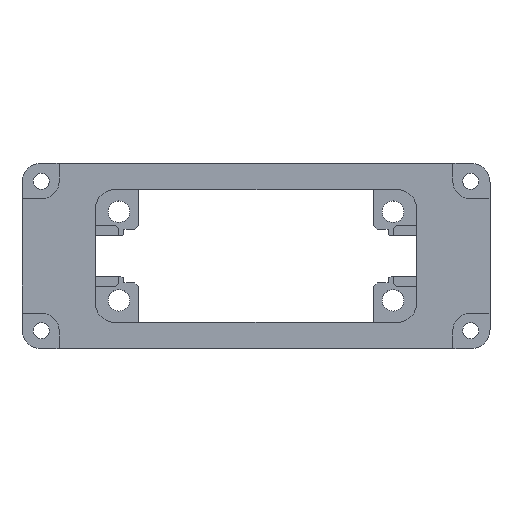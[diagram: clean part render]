
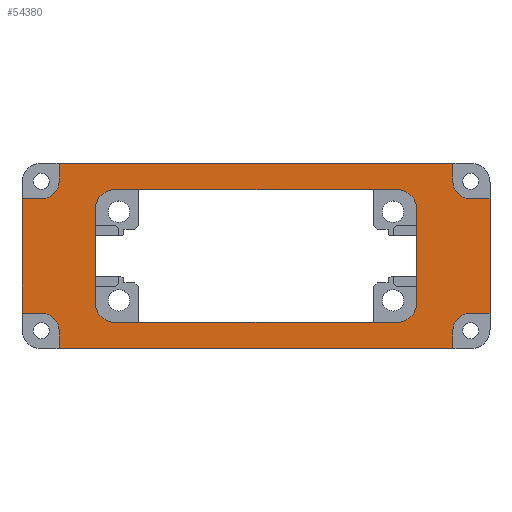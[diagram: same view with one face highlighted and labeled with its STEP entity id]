
A CAD part, top view. The second image highlights one B-rep face of the part: STEP entity #54380.
In plain terms, the highlighted planar face has unit normal (0, 0, 1).
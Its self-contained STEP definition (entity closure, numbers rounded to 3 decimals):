
#1370=CARTESIAN_POINT('',(85.246,58.846,5.25));
#1380=VERTEX_POINT('',#1370);
#1460=CARTESIAN_POINT('',(88.446,55.646,5.25));
#1470=VERTEX_POINT('',#1460);
#1500=CARTESIAN_POINT('',(88.446,58.846,5.25));
#1510=DIRECTION('',(0.,0.,-1.));
#1520=DIRECTION('',(0.,1.,0.));
#1530=AXIS2_PLACEMENT_3D('',#1500,#1510,#1520);
#1540=CIRCLE('',#1530,3.2);
#1550=EDGE_CURVE('',#1470,#1380,#1540,.T.);
#4190=CARTESIAN_POINT('',(75.196,33.346,5.25));
#4200=VERTEX_POINT('',#4190);
#4230=CARTESIAN_POINT('',(0.,33.346,5.25));
#4240=DIRECTION('',(1.,0.,0.));
#4250=VECTOR('',#4240,1.);
#4260=LINE('',#4230,#4250);
#4270=CARTESIAN_POINT('',(24.196,33.346,5.25));
#4280=VERTEX_POINT('',#4270);
#4290=EDGE_CURVE('',#4280,#4200,#4260,.T.);
#4990=CARTESIAN_POINT('',(85.246,0.,5.25));
#5000=DIRECTION('',(0.,1.,0.));
#5010=VECTOR('',#5000,1.);
#5020=LINE('',#4990,#5010);
#5030=CARTESIAN_POINT('',(85.246,28.596,5.25));
#5040=VERTEX_POINT('',#5030);
#5050=CARTESIAN_POINT('',(85.246,31.846,5.25));
#5060=VERTEX_POINT('',#5050);
#5070=EDGE_CURVE('',#5040,#5060,#5020,.T.);
#5560=CARTESIAN_POINT('',(24.196,36.846,5.25));
#5570=DIRECTION('',(0.,0.,-1.));
#5580=DIRECTION('',(-1.,0.,0.));
#5590=AXIS2_PLACEMENT_3D('',#5560,#5570,#5580);
#5600=CIRCLE('',#5590,3.5);
#5610=CARTESIAN_POINT('',(20.696,36.846,5.25));
#5620=VERTEX_POINT('',#5610);
#5630=EDGE_CURVE('',#4280,#5620,#5600,.T.);
#6000=CARTESIAN_POINT('',(88.446,35.046,5.25));
#6010=VERTEX_POINT('',#6000);
#6040=CARTESIAN_POINT('',(0.,35.046,5.25));
#6050=DIRECTION('',(1.,0.,0.));
#6060=VECTOR('',#6050,1.);
#6070=LINE('',#6040,#6060);
#6080=CARTESIAN_POINT('',(91.946,35.046,5.25));
#6090=VERTEX_POINT('',#6080);
#6100=EDGE_CURVE('',#6010,#6090,#6070,.T.);
#10990=CARTESIAN_POINT('',(78.696,53.846,5.25));
#11000=VERTEX_POINT('',#10990);
#11030=CARTESIAN_POINT('',(78.696,0.,5.25));
#11040=DIRECTION('',(0.,1.,0.));
#11050=VECTOR('',#11040,1.);
#11060=LINE('',#11030,#11050);
#11070=CARTESIAN_POINT('',(78.696,36.846,5.25));
#11080=VERTEX_POINT('',#11070);
#11090=EDGE_CURVE('',#11080,#11000,#11060,.T.);
#12380=CARTESIAN_POINT('',(0.,57.346,5.25));
#12390=DIRECTION('',(1.,0.,0.));
#12400=VECTOR('',#12390,1.);
#12410=LINE('',#12380,#12400);
#12420=CARTESIAN_POINT('',(24.196,57.346,5.25));
#12430=VERTEX_POINT('',#12420);
#12440=CARTESIAN_POINT('',(75.196,57.346,5.25));
#12450=VERTEX_POINT('',#12440);
#12460=EDGE_CURVE('',#12430,#12450,#12410,.T.);
#13810=CARTESIAN_POINT('',(88.446,31.846,5.25));
#13820=DIRECTION('',(0.,0.,1.));
#13830=DIRECTION('',(0.,-1.,0.));
#13840=AXIS2_PLACEMENT_3D('',#13810,#13820,#13830);
#13850=CIRCLE('',#13840,3.2);
#13860=EDGE_CURVE('',#6010,#5060,#13850,.T.);
#15470=CARTESIAN_POINT('',(10.946,35.046,5.25));
#15480=VERTEX_POINT('',#15470);
#15630=CARTESIAN_POINT('',(7.446,35.046,5.25));
#15640=VERTEX_POINT('',#15630);
#15670=CARTESIAN_POINT('',(0.,35.046,5.25));
#15680=DIRECTION('',(-1.,0.,0.));
#15690=VECTOR('',#15680,1.);
#15700=LINE('',#15670,#15690);
#15710=EDGE_CURVE('',#15480,#15640,#15700,.T.);
#15940=CARTESIAN_POINT('',(91.946,55.646,5.25));
#15950=VERTEX_POINT('',#15940);
#15980=CARTESIAN_POINT('',(0.,55.646,5.25));
#15990=DIRECTION('',(-1.,0.,0.));
#16000=VECTOR('',#15990,1.);
#16010=LINE('',#15980,#16000);
#16020=EDGE_CURVE('',#15950,#1470,#16010,.T.);
#16570=CARTESIAN_POINT('',(75.196,36.846,5.25));
#16580=DIRECTION('',(0.,0.,1.));
#16590=DIRECTION('',(1.,0.,0.));
#16600=AXIS2_PLACEMENT_3D('',#16570,#16580,#16590);
#16610=CIRCLE('',#16600,3.5);
#16620=EDGE_CURVE('',#4200,#11080,#16610,.T.);
#18800=CARTESIAN_POINT('',(75.196,53.846,5.25));
#18810=DIRECTION('',(0.,0.,-1.));
#18820=DIRECTION('',(-1.,0.,0.));
#18830=AXIS2_PLACEMENT_3D('',#18800,#18810,#18820);
#18840=CIRCLE('',#18830,3.5);
#18850=EDGE_CURVE('',#12450,#11000,#18840,.T.);
#25060=CARTESIAN_POINT('',(20.696,53.846,5.25));
#25070=VERTEX_POINT('',#25060);
#25100=CARTESIAN_POINT('',(24.196,53.846,5.25));
#25110=DIRECTION('',(0.,0.,1.));
#25120=DIRECTION('',(1.,0.,0.));
#25130=AXIS2_PLACEMENT_3D('',#25100,#25110,#25120);
#25140=CIRCLE('',#25130,3.5);
#25150=EDGE_CURVE('',#12430,#25070,#25140,.T.);
#37460=CARTESIAN_POINT('',(20.696,0.,5.25));
#37470=DIRECTION('',(0.,-1.,0.));
#37480=VECTOR('',#37470,1.);
#37490=LINE('',#37460,#37480);
#37500=EDGE_CURVE('',#25070,#5620,#37490,.T.);
#39400=CARTESIAN_POINT('',(10.946,55.646,5.25));
#39410=VERTEX_POINT('',#39400);
#39570=CARTESIAN_POINT('',(14.146,58.846,5.25));
#39580=VERTEX_POINT('',#39570);
#39610=CARTESIAN_POINT('',(10.946,58.846,5.25));
#39620=DIRECTION('',(0.,0.,1.));
#39630=DIRECTION('',(0.,1.,0.));
#39640=AXIS2_PLACEMENT_3D('',#39610,#39620,#39630);
#39650=CIRCLE('',#39640,3.2);
#39660=EDGE_CURVE('',#39410,#39580,#39650,.T.);
#40850=CARTESIAN_POINT('',(7.446,55.646,5.25));
#40860=VERTEX_POINT('',#40850);
#40960=CARTESIAN_POINT('',(0.,55.646,5.25));
#40970=DIRECTION('',(-1.,0.,0.));
#40980=VECTOR('',#40970,1.);
#40990=LINE('',#40960,#40980);
#41000=EDGE_CURVE('',#39410,#40860,#40990,.T.);
#41640=CARTESIAN_POINT('',(91.946,0.,5.25));
#41650=DIRECTION('',(0.,-1.,0.));
#41660=VECTOR('',#41650,1.);
#41670=LINE('',#41640,#41660);
#41680=EDGE_CURVE('',#15950,#6090,#41670,.T.);
#43960=CARTESIAN_POINT('',(14.146,0.,5.25));
#43970=DIRECTION('',(0.,1.,0.));
#43980=VECTOR('',#43970,1.);
#43990=LINE('',#43960,#43980);
#44000=CARTESIAN_POINT('',(14.146,62.096,5.25));
#44010=VERTEX_POINT('',#44000);
#44020=EDGE_CURVE('',#39580,#44010,#43990,.T.);
#44660=CARTESIAN_POINT('',(85.246,0.,5.25));
#44670=DIRECTION('',(0.,1.,0.));
#44680=VECTOR('',#44670,1.);
#44690=LINE('',#44660,#44680);
#44700=CARTESIAN_POINT('',(85.246,62.096,5.25));
#44710=VERTEX_POINT('',#44700);
#44720=EDGE_CURVE('',#1380,#44710,#44690,.T.);
#45010=CARTESIAN_POINT('',(14.146,31.846,5.25));
#45020=VERTEX_POINT('',#45010);
#45130=CARTESIAN_POINT('',(10.946,31.846,5.25));
#45140=DIRECTION('',(0.,0.,-1.));
#45150=DIRECTION('',(0.,-1.,0.));
#45160=AXIS2_PLACEMENT_3D('',#45130,#45140,#45150);
#45170=CIRCLE('',#45160,3.2);
#45180=EDGE_CURVE('',#15480,#45020,#45170,.T.);
#45360=CARTESIAN_POINT('',(14.146,0.,5.25));
#45370=DIRECTION('',(0.,-1.,0.));
#45380=VECTOR('',#45370,1.);
#45390=LINE('',#45360,#45380);
#45400=CARTESIAN_POINT('',(14.146,28.596,5.25));
#45410=VERTEX_POINT('',#45400);
#45420=EDGE_CURVE('',#45020,#45410,#45390,.T.);
#50070=CARTESIAN_POINT('',(0.,62.096,5.25));
#50080=DIRECTION('',(1.,0.,0.));
#50090=VECTOR('',#50080,1.);
#50100=LINE('',#50070,#50090);
#50110=EDGE_CURVE('',#44010,#44710,#50100,.T.);
#53830=CARTESIAN_POINT('',(7.446,0.,5.25));
#53840=DIRECTION('',(0.,1.,0.));
#53850=VECTOR('',#53840,1.);
#53860=LINE('',#53830,#53850);
#53870=EDGE_CURVE('',#15640,#40860,#53860,.T.);
#54000=CARTESIAN_POINT('',(9.544,36.628,5.25));
#54010=DIRECTION('',(0.,0.,1.));
#54020=DIRECTION('',(1.,0.,0.));
#54030=AXIS2_PLACEMENT_3D('',#54000,#54010,#54020);
#54040=PLANE('',#54030);
#54050=ORIENTED_EDGE('',*,*,#5630,.T.);
#54060=ORIENTED_EDGE('',*,*,#4290,.F.);
#54070=ORIENTED_EDGE('',*,*,#16620,.F.);
#54080=ORIENTED_EDGE('',*,*,#11090,.F.);
#54090=ORIENTED_EDGE('',*,*,#18850,.T.);
#54100=ORIENTED_EDGE('',*,*,#12460,.T.);
#54110=ORIENTED_EDGE('',*,*,#25150,.F.);
#54120=ORIENTED_EDGE('',*,*,#37500,.F.);
#54130=EDGE_LOOP('',(#54120,#54110,#54100,#54090,#54080,#54070,#54060,
#54050));
#54140=FACE_BOUND('',#54130,.T.);
#54150=ORIENTED_EDGE('',*,*,#39660,.F.);
#54160=ORIENTED_EDGE('',*,*,#44020,.F.);
#54170=ORIENTED_EDGE('',*,*,#50110,.F.);
#54180=ORIENTED_EDGE('',*,*,#44720,.T.);
#54190=ORIENTED_EDGE('',*,*,#1550,.T.);
#54200=ORIENTED_EDGE('',*,*,#16020,.T.);
#54210=ORIENTED_EDGE('',*,*,#41680,.F.);
#54220=ORIENTED_EDGE('',*,*,#6100,.T.);
#54230=ORIENTED_EDGE('',*,*,#13860,.F.);
#54240=ORIENTED_EDGE('',*,*,#5070,.T.);
#54250=CARTESIAN_POINT('',(0.,28.596,5.25));
#54260=DIRECTION('',(-1.,0.,0.));
#54270=VECTOR('',#54260,1.);
#54280=LINE('',#54250,#54270);
#54290=EDGE_CURVE('',#5040,#45410,#54280,.T.);
#54300=ORIENTED_EDGE('',*,*,#54290,.F.);
#54310=ORIENTED_EDGE('',*,*,#45420,.T.);
#54320=ORIENTED_EDGE('',*,*,#45180,.T.);
#54330=ORIENTED_EDGE('',*,*,#15710,.F.);
#54340=ORIENTED_EDGE('',*,*,#53870,.F.);
#54350=ORIENTED_EDGE('',*,*,#41000,.T.);
#54360=EDGE_LOOP('',(#54350,#54340,#54330,#54320,#54310,#54300,#54240,
#54230,#54220,#54210,#54200,#54190,#54180,#54170,#54160,#54150));
#54370=FACE_OUTER_BOUND('',#54360,.T.);
#54380=ADVANCED_FACE('',(#54140,#54370),#54040,.T.);
